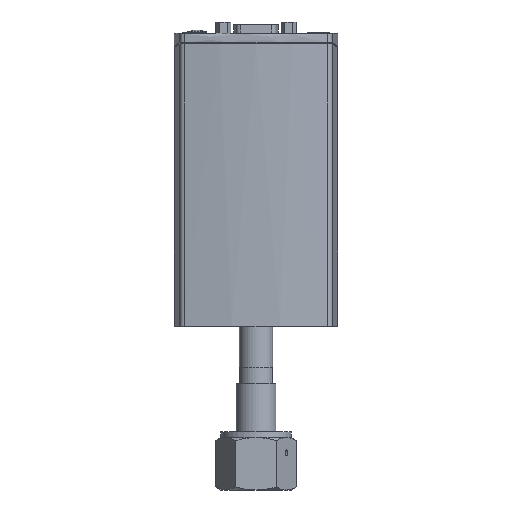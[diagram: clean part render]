
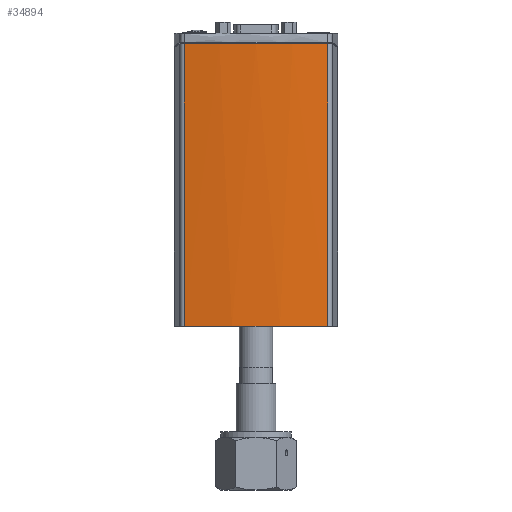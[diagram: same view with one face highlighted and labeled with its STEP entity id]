
A CAD part, left-side view. The second image highlights one B-rep face of the part: STEP entity #34894.
In plain terms, the highlighted cylindrical face has radius 170 mm (diameter 340 mm), a partial arc.
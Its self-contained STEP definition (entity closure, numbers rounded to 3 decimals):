
#898=B_SPLINE_CURVE_WITH_KNOTS('',3,(#51800,#51801,#51802,#51803,#51804,
#51805),.UNSPECIFIED.,.F.,.F.,(4,2,4),(3.561,5.341,
6.145),.UNSPECIFIED.);
#899=B_SPLINE_CURVE_WITH_KNOTS('',3,(#51812,#51813,#51814,#51815,#51816,
#51817),.UNSPECIFIED.,.F.,.F.,(4,2,4),(0.977,1.78,
3.561),.UNSPECIFIED.);
#1692=LINE('',#51807,#4407);
#1693=LINE('',#51811,#4408);
#4407=VECTOR('',#40898,10.);
#4408=VECTOR('',#40901,10.);
#6995=CYLINDRICAL_SURFACE('',#37009,170.);
#7764=FACE_OUTER_BOUND('',#9729,.T.);
#9729=EDGE_LOOP('',(#22401,#22402,#22403,#22404,#22405));
#11760=CIRCLE('',#37010,170.);
#13432=VERTEX_POINT('',#51798);
#13433=VERTEX_POINT('',#51799);
#13434=VERTEX_POINT('',#51806);
#13435=VERTEX_POINT('',#51808);
#13436=VERTEX_POINT('',#51810);
#16870=EDGE_CURVE('',#13432,#13433,#898,.T.);
#16871=EDGE_CURVE('',#13434,#13433,#1692,.T.);
#16872=EDGE_CURVE('',#13435,#13434,#11760,.T.);
#16873=EDGE_CURVE('',#13435,#13436,#1693,.T.);
#16874=EDGE_CURVE('',#13436,#13432,#899,.T.);
#22401=ORIENTED_EDGE('',*,*,#16870,.T.);
#22402=ORIENTED_EDGE('',*,*,#16871,.F.);
#22403=ORIENTED_EDGE('',*,*,#16872,.F.);
#22404=ORIENTED_EDGE('',*,*,#16873,.T.);
#22405=ORIENTED_EDGE('',*,*,#16874,.T.);
#34894=ADVANCED_FACE('',(#7764),#6995,.T.);
#37009=AXIS2_PLACEMENT_3D('',#51797,#40896,#40897);
#37010=AXIS2_PLACEMENT_3D('',#51809,#40899,#40900);
#40896=DIRECTION('center_axis',(0.,0.,
1.));
#40897=DIRECTION('ref_axis',(-1.,0.,0.));
#40898=DIRECTION('',(0.,0.,1.));
#40899=DIRECTION('center_axis',(0.,0.,
-1.));
#40900=DIRECTION('ref_axis',(1.,0.,0.));
#40901=DIRECTION('',(0.,0.,1.));
#51797=CARTESIAN_POINT('Origin',(138.5,0.,
9.));
#51798=CARTESIAN_POINT('',(-31.5,0.,117.2));
#51799=CARTESIAN_POINT('',(-29.245,27.596,117.186));
#51800=CARTESIAN_POINT('Ctrl Pts',(-31.5,0.,
117.2));
#51801=CARTESIAN_POINT('Ctrl Pts',(-31.5,5.934,117.2));
#51802=CARTESIAN_POINT('Ctrl Pts',(-31.169,12.447,117.201));
#51803=CARTESIAN_POINT('Ctrl Pts',(-30.117,21.836,117.195));
#51804=CARTESIAN_POINT('Ctrl Pts',(-29.714,24.748,117.192));
#51805=CARTESIAN_POINT('Ctrl Pts',(-29.245,27.596,117.186));
#51806=CARTESIAN_POINT('',(-29.245,27.596,9.));
#51807=CARTESIAN_POINT('',(-29.245,27.596,9.));
#51808=CARTESIAN_POINT('',(-29.245,-27.596,9.));
#51809=CARTESIAN_POINT('Origin',(138.5,0.,
9.));
#51810=CARTESIAN_POINT('',(-29.245,-27.596,117.186));
#51811=CARTESIAN_POINT('',(-29.245,-27.596,9.));
#51812=CARTESIAN_POINT('Ctrl Pts',(-29.245,-27.596,117.186));
#51813=CARTESIAN_POINT('Ctrl Pts',(-29.714,-24.748,117.192));
#51814=CARTESIAN_POINT('Ctrl Pts',(-30.117,-21.836,
117.195));
#51815=CARTESIAN_POINT('Ctrl Pts',(-31.169,-12.447,
117.201));
#51816=CARTESIAN_POINT('Ctrl Pts',(-31.5,-5.934,
117.2));
#51817=CARTESIAN_POINT('Ctrl Pts',(-31.5,0.,
117.2));
